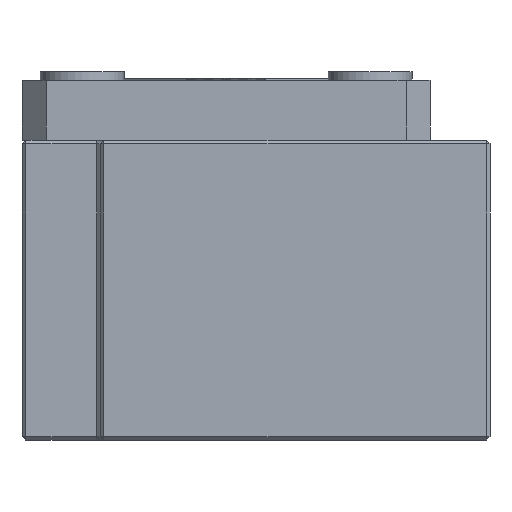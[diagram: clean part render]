
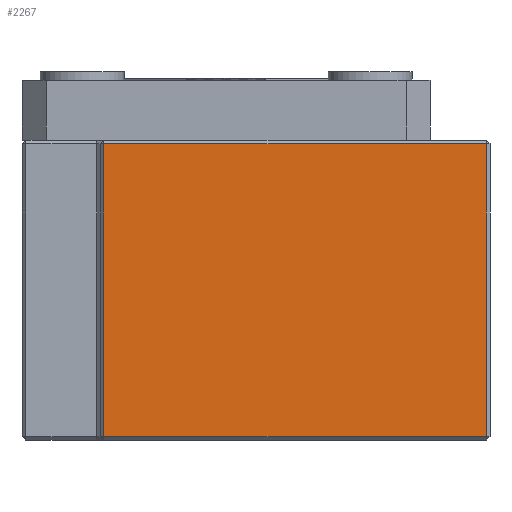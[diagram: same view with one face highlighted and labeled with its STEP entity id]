
A CAD part, left-side view. The second image highlights one B-rep face of the part: STEP entity #2267.
In plain terms, the highlighted planar face has unit normal (-1, 0, 0).
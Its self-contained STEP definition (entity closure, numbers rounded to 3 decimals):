
#83 = VERTEX_POINT ( 'NONE', #7378 ) ;
#87 = DIRECTION ( 'NONE',  ( 0., 0., 1. ) ) ;
#105 = ORIENTED_EDGE ( 'NONE', *, *, #9667, .T. ) ;
#471 = EDGE_LOOP ( 'NONE', ( #4404, #105, #3477, #9030 ) ) ;
#1237 = LINE ( 'NONE', #10489, #3122 ) ;
#1542 = CARTESIAN_POINT ( 'NONE',  ( -30., -19.5, -25. ) ) ;
#2267 = ADVANCED_FACE ( 'NONE', ( #8546 ), #10577, .T. ) ;
#2965 = LINE ( 'NONE', #7372, #12729 ) ;
#3122 = VECTOR ( 'NONE', #87, 1000. ) ;
#3477 = ORIENTED_EDGE ( 'NONE', *, *, #6167, .T. ) ;
#3888 = CARTESIAN_POINT ( 'NONE',  ( -30., -19.2, -0.3 ) ) ;
#3974 = DIRECTION ( 'NONE',  ( -1., 0., 0. ) ) ;
#4017 = LINE ( 'NONE', #8661, #5224 ) ;
#4404 = ORIENTED_EDGE ( 'NONE', *, *, #8482, .T. ) ;
#5082 = CARTESIAN_POINT ( 'NONE',  ( -30., 12.7, -0.3 ) ) ;
#5127 = VERTEX_POINT ( 'NONE', #3888 ) ;
#5224 = VECTOR ( 'NONE', #13276, 1000. ) ;
#5667 = DIRECTION ( 'NONE',  ( 0., -1., 0. ) ) ;
#6167 = EDGE_CURVE ( 'NONE', #83, #5127, #1237, .T. ) ;
#7372 = CARTESIAN_POINT ( 'NONE',  ( -30., -19.5, -0.3 ) ) ;
#7378 = CARTESIAN_POINT ( 'NONE',  ( -30., -19.2, -24.7 ) ) ;
#8023 = CARTESIAN_POINT ( 'NONE',  ( -30., -19.5, -24.7 ) ) ;
#8482 = EDGE_CURVE ( 'NONE', #14531, #9801, #4017, .T. ) ;
#8546 = FACE_OUTER_BOUND ( 'NONE', #471, .T. ) ;
#8552 = CARTESIAN_POINT ( 'NONE',  ( -30., 12.7, -24.7 ) ) ;
#8566 = EDGE_CURVE ( 'NONE', #5127, #14531, #2965, .T. ) ;
#8661 = CARTESIAN_POINT ( 'NONE',  ( -30., 12.7, -25. ) ) ;
#8960 = AXIS2_PLACEMENT_3D ( 'NONE', #1542, #3974, #10658 ) ;
#9030 = ORIENTED_EDGE ( 'NONE', *, *, #8566, .T. ) ;
#9158 = LINE ( 'NONE', #8023, #11747 ) ;
#9667 = EDGE_CURVE ( 'NONE', #9801, #83, #9158, .T. ) ;
#9801 = VERTEX_POINT ( 'NONE', #8552 ) ;
#10489 = CARTESIAN_POINT ( 'NONE',  ( -30., -19.2, -25. ) ) ;
#10577 = PLANE ( 'NONE',  #8960 ) ;
#10658 = DIRECTION ( 'NONE',  ( 0., 0., 1. ) ) ;
#11747 = VECTOR ( 'NONE', #5667, 1000. ) ;
#12729 = VECTOR ( 'NONE', #13417, 1000. ) ;
#13276 = DIRECTION ( 'NONE',  ( 0., 0., -1. ) ) ;
#13417 = DIRECTION ( 'NONE',  ( 0., 1., 0. ) ) ;
#14531 = VERTEX_POINT ( 'NONE', #5082 ) ;
